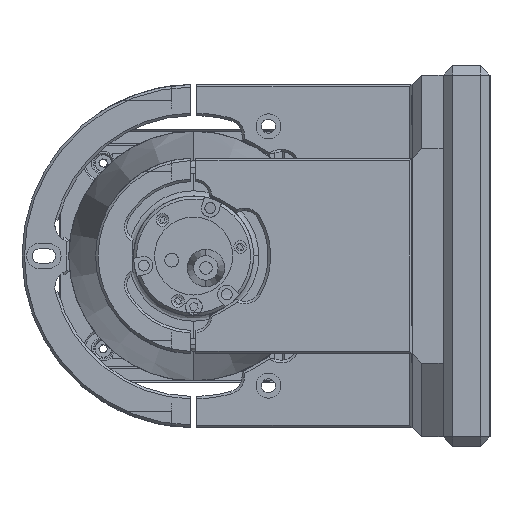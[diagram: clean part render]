
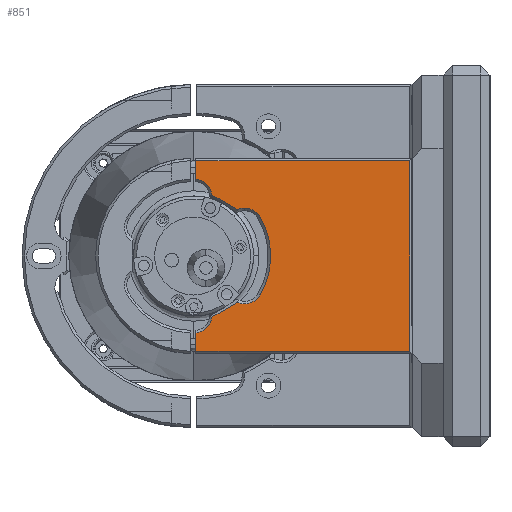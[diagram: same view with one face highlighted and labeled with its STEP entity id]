
A CAD part, left-side view. The second image highlights one B-rep face of the part: STEP entity #851.
In plain terms, the highlighted planar face has unit normal (-1, 0, 0).
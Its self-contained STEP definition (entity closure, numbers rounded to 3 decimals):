
#851 = ADVANCED_FACE ( 'NONE', ( #30618 ), #28034, .T. ) ;
#1165 = EDGE_CURVE ( 'NONE', #2276, #2271, #37696, .T. ) ;
#1190 = EDGE_CURVE ( 'NONE', #2256, #2268, #37736, .T. ) ;
#1192 = EDGE_CURVE ( 'NONE', #2253, #2256, #37738, .T. ) ;
#1219 = EDGE_CURVE ( 'NONE', #2268, #2231, #37786, .T. ) ;
#1234 = EDGE_CURVE ( 'NONE', #2231, #2227, #37812, .T. ) ;
#1239 = EDGE_CURVE ( 'NONE', #2227, #2218, #37819, .T. ) ;
#1240 = EDGE_CURVE ( 'NONE', #2218, #2276, #37818, .T. ) ;
#1243 = EDGE_CURVE ( 'NONE', #2271, #2215, #37814, .T. ) ;
#1249 = EDGE_CURVE ( 'NONE', #2215, #2217, #37822, .T. ) ;
#1251 = EDGE_CURVE ( 'NONE', #2217, #2220, #37832, .T. ) ;
#1252 = EDGE_CURVE ( 'NONE', #2220, #2219, #37834, .T. ) ;
#1255 = EDGE_CURVE ( 'NONE', #2219, #2210, #37830, .T. ) ;
#1256 = EDGE_CURVE ( 'NONE', #2210, #2253, #37836, .T. ) ;
#2210 = VERTEX_POINT ( 'NONE', #41294 ) ;
#2215 = VERTEX_POINT ( 'NONE', #41299 ) ;
#2217 = VERTEX_POINT ( 'NONE', #41301 ) ;
#2218 = VERTEX_POINT ( 'NONE', #41302 ) ;
#2219 = VERTEX_POINT ( 'NONE', #41303 ) ;
#2220 = VERTEX_POINT ( 'NONE', #41304 ) ;
#2227 = VERTEX_POINT ( 'NONE', #41311 ) ;
#2231 = VERTEX_POINT ( 'NONE', #41315 ) ;
#2253 = VERTEX_POINT ( 'NONE', #41337 ) ;
#2256 = VERTEX_POINT ( 'NONE', #41340 ) ;
#2268 = VERTEX_POINT ( 'NONE', #41352 ) ;
#2271 = VERTEX_POINT ( 'NONE', #41355 ) ;
#2276 = VERTEX_POINT ( 'NONE', #41360 ) ;
#4414 = ORIENTED_EDGE ( 'NONE', *, *, #1255, .T. ) ;
#4415 = ORIENTED_EDGE ( 'NONE', *, *, #1256, .T. ) ;
#4416 = ORIENTED_EDGE ( 'NONE', *, *, #1192, .T. ) ;
#4417 = ORIENTED_EDGE ( 'NONE', *, *, #1190, .T. ) ;
#4418 = ORIENTED_EDGE ( 'NONE', *, *, #1219, .T. ) ;
#4419 = ORIENTED_EDGE ( 'NONE', *, *, #1234, .T. ) ;
#4420 = ORIENTED_EDGE ( 'NONE', *, *, #1239, .T. ) ;
#4421 = ORIENTED_EDGE ( 'NONE', *, *, #1240, .T. ) ;
#4422 = ORIENTED_EDGE ( 'NONE', *, *, #1165, .T. ) ;
#4423 = ORIENTED_EDGE ( 'NONE', *, *, #1243, .T. ) ;
#4424 = ORIENTED_EDGE ( 'NONE', *, *, #1249, .T. ) ;
#4425 = ORIENTED_EDGE ( 'NONE', *, *, #1251, .T. ) ;
#4426 = ORIENTED_EDGE ( 'NONE', *, *, #1252, .T. ) ;
#26111 = EDGE_LOOP ( 'NONE', ( #4414, #4415, #4416, #4417, #4418, #4419, #4420, #4421, #4422, #4423, #4424, #4425, #4426 ) ) ;
#28034 = PLANE ( 'NONE',  #28530 ) ;
#28530 = AXIS2_PLACEMENT_3D ( 'NONE', #31203, #31204, #31205 ) ;
#30618 = FACE_OUTER_BOUND ( 'NONE', #26111, .T. ) ;
#31203 = CARTESIAN_POINT ( 'NONE',  ( -304.113, 1.014, 4.958 ) ) ;
#31204 = DIRECTION ( 'NONE',  ( -1., 0., 0. ) ) ;
#31205 = DIRECTION ( 'NONE',  ( 0., 0., 1. ) ) ;
#34536 = AXIS2_PLACEMENT_3D ( 'NONE', #39193, #39194, #39195 ) ;
#34545 = AXIS2_PLACEMENT_3D ( 'NONE', #39567, #39568, #39569 ) ;
#34547 = AXIS2_PLACEMENT_3D ( 'NONE', #39575, #39576, #39577 ) ;
#34551 = AXIS2_PLACEMENT_3D ( 'NONE', #39592, #39593, #39594 ) ;
#34552 = AXIS2_PLACEMENT_3D ( 'NONE', #39600, #39601, #39602 ) ;
#34553 = AXIS2_PLACEMENT_3D ( 'NONE', #39613, #39614, #39615 ) ;
#37696 = CIRCLE ( 'NONE', #34536, 5.8 ) ;
#37736 = LINE ( 'NONE', #39244, #37741 ) ;
#37738 = LINE ( 'NONE', #39249, #37745 ) ;
#37741 = VECTOR ( 'NONE', #39252, 1000. ) ;
#37745 = VECTOR ( 'NONE', #39256, 1000. ) ;
#37786 = LINE ( 'NONE', #39451, #37789 ) ;
#37789 = VECTOR ( 'NONE', #39452, 1000. ) ;
#37812 = LINE ( 'NONE', #39485, #37813 ) ;
#37813 = VECTOR ( 'NONE', #39486, 1000. ) ;
#37814 = CIRCLE ( 'NONE', #34547, 5.8 ) ;
#37818 = LINE ( 'NONE', #39564, #37820 ) ;
#37819 = CIRCLE ( 'NONE', #34545, 5.8 ) ;
#37820 = VECTOR ( 'NONE', #39561, 1000. ) ;
#37822 = CIRCLE ( 'NONE', #34551, 24.7 ) ;
#37830 = CIRCLE ( 'NONE', #34553, 5.8 ) ;
#37832 = CIRCLE ( 'NONE', #34552, 5.8 ) ;
#37834 = LINE ( 'NONE', #39597, #37835 ) ;
#37835 = VECTOR ( 'NONE', #39589, 1000. ) ;
#37836 = LINE ( 'NONE', #39605, #37838 ) ;
#37838 = VECTOR ( 'NONE', #39607, 1000. ) ;
#39193 = CARTESIAN_POINT ( 'NONE',  ( -304.113, -15.305, 14.493 ) ) ;
#39194 = DIRECTION ( 'NONE',  ( 1., 0., 0. ) ) ;
#39195 = DIRECTION ( 'NONE',  ( 0., 0., 1. ) ) ;
#39244 = CARTESIAN_POINT ( 'NONE',  ( -304.113, -68.186, 4.958 ) ) ;
#39249 = CARTESIAN_POINT ( 'NONE',  ( -304.113, 1.014, -25.642 ) ) ;
#39252 = DIRECTION ( 'NONE',  ( 0., 0., 1. ) ) ;
#39256 = DIRECTION ( 'NONE',  ( 0., -1., 0. ) ) ;
#39451 = CARTESIAN_POINT ( 'NONE',  ( -304.113, 1.014, 35.558 ) ) ;
#39452 = DIRECTION ( 'NONE',  ( 0., 1., 0. ) ) ;
#39485 = CARTESIAN_POINT ( 'NONE',  ( -304.113, 0.264, 4.958 ) ) ;
#39486 = DIRECTION ( 'NONE',  ( 0., 0., -1. ) ) ;
#39561 = DIRECTION ( 'NONE',  ( 0., -0.866, -0.5 ) ) ;
#39564 = CARTESIAN_POINT ( 'NONE',  ( -304.113, -4.842, 24.555 ) ) ;
#39567 = CARTESIAN_POINT ( 'NONE',  ( -304.113, 0.916, 23.858 ) ) ;
#39568 = DIRECTION ( 'NONE',  ( 1., 0., 0. ) ) ;
#39569 = DIRECTION ( 'NONE',  ( 0., 0., 1. ) ) ;
#39575 = CARTESIAN_POINT ( 'NONE',  ( -304.113, -15.305, 14.493 ) ) ;
#39576 = DIRECTION ( 'NONE',  ( 1., 0., 0. ) ) ;
#39577 = DIRECTION ( 'NONE',  ( 0., 0., 1. ) ) ;
#39589 = DIRECTION ( 'NONE',  ( 0., 0.866, -0.5 ) ) ;
#39592 = CARTESIAN_POINT ( 'NONE',  ( -304.113, 1.014, 4.958 ) ) ;
#39593 = DIRECTION ( 'NONE',  ( 1., 0., 0. ) ) ;
#39594 = DIRECTION ( 'NONE',  ( 0., 0., 1. ) ) ;
#39597 = CARTESIAN_POINT ( 'NONE',  ( -304.113, -13.031, -9.912 ) ) ;
#39600 = CARTESIAN_POINT ( 'NONE',  ( -304.113, -15.305, -4.577 ) ) ;
#39601 = DIRECTION ( 'NONE',  ( 1., 0., 0. ) ) ;
#39602 = DIRECTION ( 'NONE',  ( 0., 0., 1. ) ) ;
#39605 = CARTESIAN_POINT ( 'NONE',  ( -304.113, 0.264, 4.958 ) ) ;
#39607 = DIRECTION ( 'NONE',  ( 0., 0., -1. ) ) ;
#39613 = CARTESIAN_POINT ( 'NONE',  ( -304.113, 0.916, -13.942 ) ) ;
#39614 = DIRECTION ( 'NONE',  ( 1., 0., 0. ) ) ;
#39615 = DIRECTION ( 'NONE',  ( 0., 0., 1. ) ) ;
#41294 = CARTESIAN_POINT ( 'NONE',  ( -304.113, 0.264, -19.705 ) ) ;
#41299 = CARTESIAN_POINT ( 'NONE',  ( -304.113, -20.313, 17.419 ) ) ;
#41301 = CARTESIAN_POINT ( 'NONE',  ( -304.113, -20.313, -7.503 ) ) ;
#41302 = CARTESIAN_POINT ( 'NONE',  ( -304.113, -4.842, 24.555 ) ) ;
#41303 = CARTESIAN_POINT ( 'NONE',  ( -304.113, -4.842, -14.64 ) ) ;
#41304 = CARTESIAN_POINT ( 'NONE',  ( -304.113, -13.031, -9.912 ) ) ;
#41311 = CARTESIAN_POINT ( 'NONE',  ( -304.113, 0.264, 29.621 ) ) ;
#41315 = CARTESIAN_POINT ( 'NONE',  ( -304.113, 0.264, 35.558 ) ) ;
#41337 = CARTESIAN_POINT ( 'NONE',  ( -304.113, 0.264, -25.642 ) ) ;
#41340 = CARTESIAN_POINT ( 'NONE',  ( -304.113, -68.186, -25.642 ) ) ;
#41352 = CARTESIAN_POINT ( 'NONE',  ( -304.113, -68.186, 35.558 ) ) ;
#41355 = CARTESIAN_POINT ( 'NONE',  ( -304.113, -15.305, 20.293 ) ) ;
#41360 = CARTESIAN_POINT ( 'NONE',  ( -304.113, -13.031, 19.828 ) ) ;
